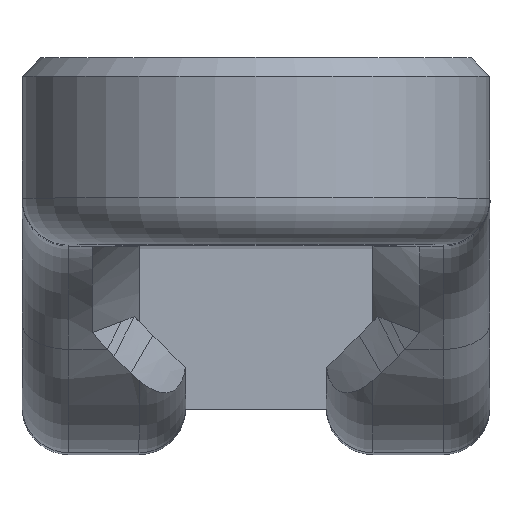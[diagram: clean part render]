
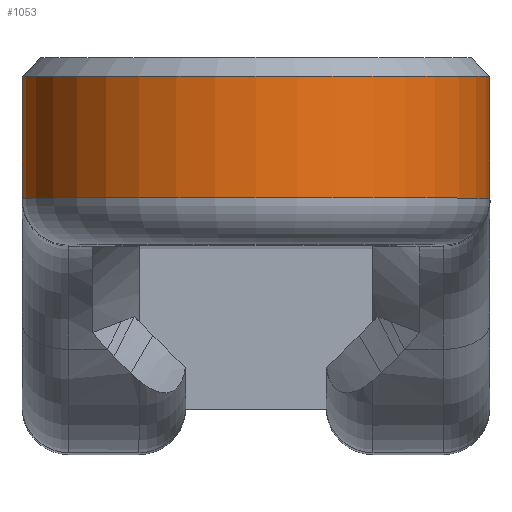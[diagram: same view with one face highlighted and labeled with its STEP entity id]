
A CAD part, top view. The second image highlights one B-rep face of the part: STEP entity #1053.
In plain terms, the highlighted cylindrical face has radius 5 mm (diameter 10 mm), a partial arc.
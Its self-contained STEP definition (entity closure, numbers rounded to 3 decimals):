
#84=CYLINDRICAL_SURFACE('',#1193,5.);
#157=FACE_OUTER_BOUND('',#226,.T.);
#226=EDGE_LOOP('',(#901,#902,#903,#904));
#265=LINE('',#1586,#327);
#296=LINE('',#1888,#358);
#327=VECTOR('',#1277,10.);
#358=VECTOR('',#1470,10.);
#384=CIRCLE('',#1108,5.);
#431=CIRCLE('',#1183,5.);
#452=VERTEX_POINT('',#1565);
#454=VERTEX_POINT('',#1573);
#457=VERTEX_POINT('',#1585);
#513=VERTEX_POINT('',#1844);
#556=EDGE_CURVE('',#454,#452,#384,.T.);
#560=EDGE_CURVE('',#452,#457,#265,.T.);
#646=EDGE_CURVE('',#457,#513,#431,.T.);
#659=EDGE_CURVE('',#513,#454,#296,.T.);
#901=ORIENTED_EDGE('',*,*,#556,.F.);
#902=ORIENTED_EDGE('',*,*,#659,.F.);
#903=ORIENTED_EDGE('',*,*,#646,.F.);
#904=ORIENTED_EDGE('',*,*,#560,.F.);
#1053=ADVANCED_FACE('',(#157),#84,.T.);
#1108=AXIS2_PLACEMENT_3D('',#1577,#1267,#1268);
#1183=AXIS2_PLACEMENT_3D('',#1851,#1445,#1446);
#1193=AXIS2_PLACEMENT_3D('',#1889,#1471,#1472);
#1267=DIRECTION('center_axis',(0.,-1.,0.));
#1268=DIRECTION('ref_axis',(-1.,0.,0.));
#1277=DIRECTION('',(0.,1.,0.));
#1445=DIRECTION('center_axis',(0.,1.,0.));
#1446=DIRECTION('ref_axis',(0.,0.,-1.));
#1470=DIRECTION('',(0.,-1.,0.));
#1471=DIRECTION('center_axis',(0.,-1.,0.));
#1472=DIRECTION('ref_axis',(-1.,0.,0.));
#1565=CARTESIAN_POINT('',(21.4,-5.491,-35.));
#1573=CARTESIAN_POINT('',(11.4,-5.491,-35.));
#1577=CARTESIAN_POINT('Origin',(16.4,-5.491,-35.));
#1585=CARTESIAN_POINT('',(21.4,-2.891,-35.));
#1586=CARTESIAN_POINT('',(21.4,-4.491,-35.));
#1844=CARTESIAN_POINT('',(11.4,-2.891,-35.));
#1851=CARTESIAN_POINT('Origin',(16.4,-2.891,-35.));
#1888=CARTESIAN_POINT('',(11.4,-4.491,-35.));
#1889=CARTESIAN_POINT('Origin',(16.4,-4.491,-35.));
